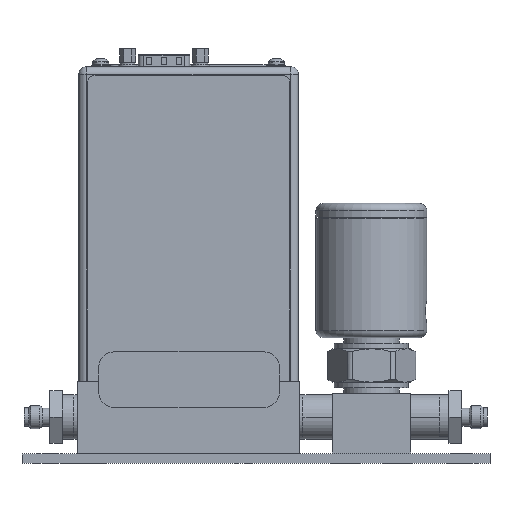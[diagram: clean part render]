
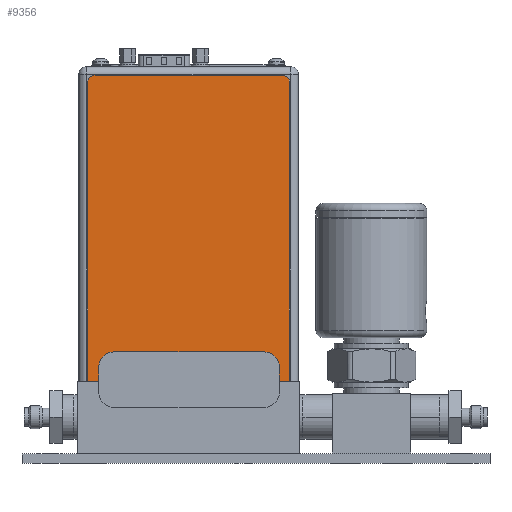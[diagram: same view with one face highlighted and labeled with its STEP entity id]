
A CAD part, top view. The second image highlights one B-rep face of the part: STEP entity #9356.
In plain terms, the highlighted planar face has unit normal (0, 0, 1).
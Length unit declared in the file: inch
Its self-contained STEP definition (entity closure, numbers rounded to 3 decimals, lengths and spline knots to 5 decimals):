
#9177=DIRECTION('',(0.,1.,0.));
#9178=VECTOR('',#9177,4.04);
#9179=CARTESIAN_POINT('',(2.73,0.,0.004));
#9180=LINE('',#9179,#9178);
#9185=DIRECTION('',(1.,0.,0.));
#9186=VECTOR('',#9185,2.73);
#9187=CARTESIAN_POINT('',(0.,0.,0.004));
#9188=LINE('',#9187,#9186);
#9189=DIRECTION('',(0.,-1.,0.));
#9190=VECTOR('',#9189,4.04);
#9191=CARTESIAN_POINT('',(0.,4.04,0.004));
#9192=LINE('',#9191,#9190);
#9201=DIRECTION('',(-1.,0.,0.));
#9202=VECTOR('',#9201,2.53);
#9203=CARTESIAN_POINT('',(2.63,4.14,0.004));
#9204=LINE('',#9203,#9202);
#9205=CARTESIAN_POINT('',(2.63,4.04,0.004));
#9206=DIRECTION('',(0.,0.,-1.));
#9207=DIRECTION('',(0.,1.,0.));
#9208=AXIS2_PLACEMENT_3D('',#9205,#9206,#9207);
#9210=CARTESIAN_POINT('',(0.1,4.04,0.004));
#9211=DIRECTION('',(0.,0.,-1.));
#9212=DIRECTION('',(-1.,0.,0.));
#9213=AXIS2_PLACEMENT_3D('',#9210,#9211,#9212);
#9227=CARTESIAN_POINT('',(2.73,4.04,0.004));
#9228=VERTEX_POINT('',#9227);
#9229=CARTESIAN_POINT('',(2.63,4.14,0.004));
#9230=VERTEX_POINT('',#9229);
#9231=CARTESIAN_POINT('',(2.73,0.,0.004));
#9232=VERTEX_POINT('',#9231);
#9233=CARTESIAN_POINT('',(0.,0.,0.004));
#9234=VERTEX_POINT('',#9233);
#9235=CARTESIAN_POINT('',(0.,4.04,0.004));
#9236=VERTEX_POINT('',#9235);
#9237=CARTESIAN_POINT('',(0.1,4.14,0.004));
#9238=VERTEX_POINT('',#9237);
#9343=CARTESIAN_POINT('',(0.,0.,0.004));
#9344=DIRECTION('',(0.,0.,1.));
#9345=DIRECTION('',(1.,0.,0.));
#9346=AXIS2_PLACEMENT_3D('',#9343,#9344,#9345);
#9347=PLANE('',#9346);
#9348=ORIENTED_EDGE('',*,*,#9267,.T.);
#9349=ORIENTED_EDGE('',*,*,#9283,.F.);
#9350=ORIENTED_EDGE('',*,*,#9296,.F.);
#9351=ORIENTED_EDGE('',*,*,#9309,.F.);
#9352=ORIENTED_EDGE('',*,*,#9324,.T.);
#9353=ORIENTED_EDGE('',*,*,#9336,.F.);
#9354=EDGE_LOOP('',(#9348,#9349,#9350,#9351,#9352,#9353));
#9355=FACE_OUTER_BOUND('',#9354,.F.);
#9356=ADVANCED_FACE('',(#9355),#9347,.T.);
#9209=CIRCLE('',#9208,0.1);
#9214=CIRCLE('',#9213,0.1);
#9267=EDGE_CURVE('',#9230,#9228,#9209,.T.);
#9283=EDGE_CURVE('',#9232,#9228,#9180,.T.);
#9296=EDGE_CURVE('',#9234,#9232,#9188,.T.);
#9309=EDGE_CURVE('',#9236,#9234,#9192,.T.);
#9324=EDGE_CURVE('',#9236,#9238,#9214,.T.);
#9336=EDGE_CURVE('',#9230,#9238,#9204,.T.);
